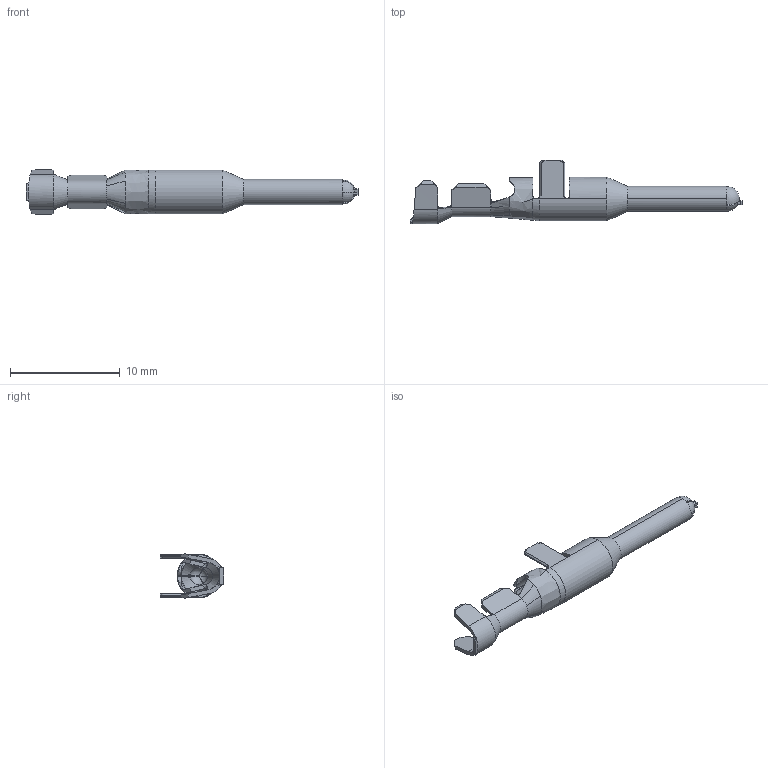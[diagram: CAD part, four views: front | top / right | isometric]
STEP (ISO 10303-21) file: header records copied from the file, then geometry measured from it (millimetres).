
FILE_DESCRIPTION (( 'STEP AP203' ), '1' );
FILE_NAME ('09153.STEP', '2015-01-30T20:06:24', ( '' ), ( '' ), 'SwSTEP 2.0', 'SolidWorks 2014', '' );
FILE_SCHEMA (( 'CONFIG_CONTROL_DESIGN' ));
Length unit declared in the file: inch
Products named in the file (1): 09153
Bounding box: 30.23 x 5.8 x 4.06 mm (x, y, z)
Volume: 79.5 mm3; surface area: 496.2 mm2
Topology: 1 solids, 1 shells, 255 faces, 656 edges, 399 vertices
Faces by surface type: plane 104, bspline 72, cylinder 55, cone 14, sphere 10
Entity records: 8773 total; most frequent: CARTESIAN_POINT 3138, ORIENTED_EDGE 1304, DIRECTION 940, EDGE_CURVE 652, VERTEX_POINT 399, VECTOR 362, LINE 362, AXIS2_PLACEMENT_3D 289
